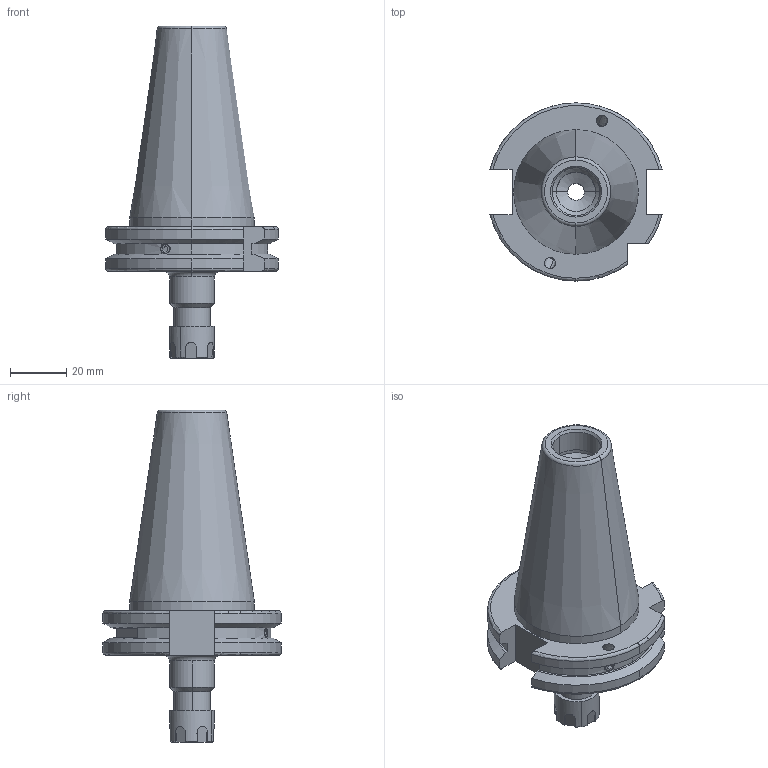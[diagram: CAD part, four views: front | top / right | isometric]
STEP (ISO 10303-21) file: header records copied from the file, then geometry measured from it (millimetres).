
FILE_DESCRIPTION (( 'STEP AP203' ), '1' );
FILE_NAME ('SK40 CCH ER11 050M FTC WW.STEP', '2014-12-02T11:41:14', ( 'FALCON' ), ( '' ), 'SwSTEP 2.0', 'SolidWorks 2009', '' );
FILE_SCHEMA (( 'CONFIG_CONTROL_DESIGN' ));
Length unit declared in the file: millimetre
Products named in the file (4): FTNUTER11M; M4X4_DIN 913 - M4 x 4-N; SK40 CCH ER11 050M FTC WW
Assembly tree (4 placements, depth 2):
  SK40 CCH ER11 050M FTC WW
    FTNUTER11M
    M4X4_DIN 913 - M4 x 4-N  x2
    SK40 CCH ER11 050M FTC WW
Bounding box: 61.48 x 63.55 x 118.4 mm (x, y, z)
Volume: 107337.1 mm3; surface area: 23480.8 mm2
Topology: 4 solids, 4 shells, 179 faces, 443 edges, 282 vertices
Faces by surface type: plane 70, cylinder 48, cone 43, torus 14, bspline 4
Entity records: 5719 total; most frequent: CARTESIAN_POINT 1328, DIRECTION 849, ORIENTED_EDGE 818, EDGE_CURVE 409, AXIS2_PLACEMENT_3D 331, VERTEX_POINT 262, VECTOR 187, LINE 187
